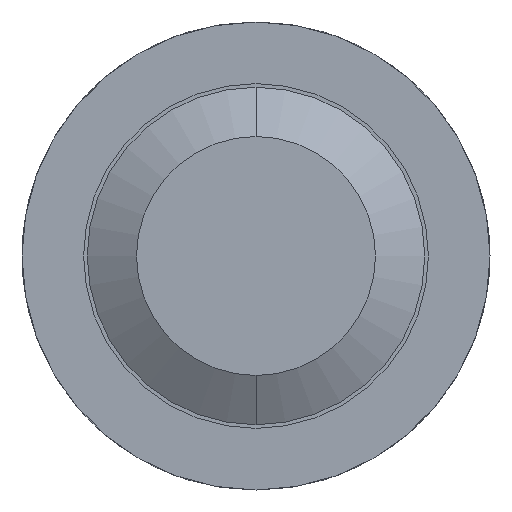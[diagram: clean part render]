
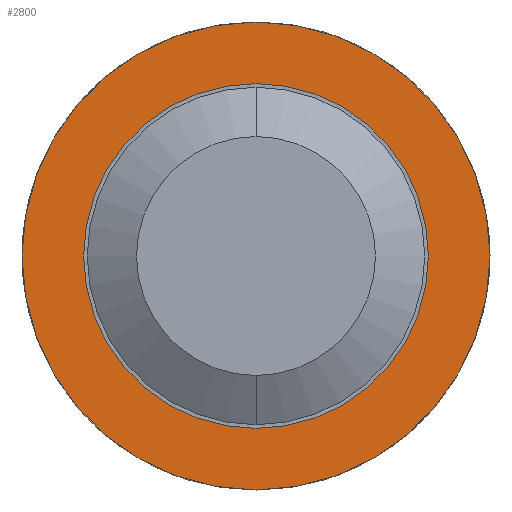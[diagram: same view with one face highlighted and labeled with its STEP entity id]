
A CAD part, front view. The second image highlights one B-rep face of the part: STEP entity #2800.
In plain terms, the highlighted planar face has unit normal (0, -1, 0).
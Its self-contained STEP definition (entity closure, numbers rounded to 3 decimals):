
#59 = EDGE_CURVE ( 'Defeature ausgef�hrt2_17+Defeature ausgef�hrt2_11+Defeature ausgef�hrt2_11+Defeature ausgef�hrt2_11', #1897, #1722, #2783, .T. ) ;
#66 = FACE_OUTER_BOUND ( 'NONE', #2404, .T. ) ;
#185 = CARTESIAN_POINT ( 'NONE',  ( 0., -2.5, -0.685 ) ) ;
#186 = DIRECTION ( 'NONE',  ( 0., 1., 0. ) ) ;
#198 = DIRECTION ( 'NONE',  ( 0., 0., 1. ) ) ;
#199 = DIRECTION ( 'NONE',  ( 0., 0., 1. ) ) ;
#294 = CIRCLE ( 'NONE', #1531, 0.95 ) ;
#304 = DIRECTION ( 'NONE',  ( 0., 0., 1. ) ) ;
#334 = VERTEX_POINT ( 'NONE', #570 ) ;
#472 = DIRECTION ( 'NONE',  ( 0., 0., 1. ) ) ;
#482 = CARTESIAN_POINT ( 'NONE',  ( 0., -2.5, 0.685 ) ) ;
#512 = CARTESIAN_POINT ( 'NONE',  ( 0.95, -2.5, 0. ) ) ;
#523 = VERTEX_POINT ( 'NONE', #885 ) ;
#570 = CARTESIAN_POINT ( 'NONE',  ( 0., -2.5, 0.95 ) ) ;
#684 = DIRECTION ( 'NONE',  ( 0., 0., 1. ) ) ;
#885 = CARTESIAN_POINT ( 'NONE',  ( 0., -2.5, -0.95 ) ) ;
#1084 = CIRCLE ( 'NONE', #1191, 0.685 ) ;
#1185 = CARTESIAN_POINT ( 'NONE',  ( 0., -2.5, 0. ) ) ;
#1191 = AXIS2_PLACEMENT_3D ( 'NONE', #1264, #2427, #684 ) ;
#1264 = CARTESIAN_POINT ( 'NONE',  ( 0., -2.5, 0. ) ) ;
#1269 = ORIENTED_EDGE ( 'NONE', *, *, #2132, .F. ) ;
#1290 = AXIS2_PLACEMENT_3D ( 'NONE', #512, #186, #472 ) ;
#1296 = FACE_BOUND ( 'NONE', #1862, .T. ) ;
#1531 = AXIS2_PLACEMENT_3D ( 'NONE', #3682, #1941, #199 ) ;
#1722 = VERTEX_POINT ( 'NONE', #482 ) ;
#1741 = EDGE_CURVE ( 'Defeature ausgef�hrt2_17+Defeature ausgef�hrt2_11+Defeature ausgef�hrt2_11+Defeature ausgef�hrt2_11', #1722, #1897, #1084, .T. ) ;
#1862 = EDGE_LOOP ( 'NONE', ( #3713, #2354 ) ) ;
#1897 = VERTEX_POINT ( 'NONE', #185 ) ;
#1928 = DIRECTION ( 'NONE',  ( 0., 1., 0. ) ) ;
#1941 = DIRECTION ( 'NONE',  ( 0., 1., 0. ) ) ;
#2132 = EDGE_CURVE ( 'Defeature ausgef�hrt2_16+Defeature ausgef�hrt2_17+Defeature ausgef�hrt2_17+Defeature ausgef�hrt2_17', #334, #523, #3211, .T. ) ;
#2354 = ORIENTED_EDGE ( 'NONE', *, *, #59, .T. ) ;
#2404 = EDGE_LOOP ( 'NONE', ( #1269, #3217 ) ) ;
#2427 = DIRECTION ( 'NONE',  ( 0., 1., 0. ) ) ;
#2524 = AXIS2_PLACEMENT_3D ( 'NONE', #3666, #1928, #198 ) ;
#2648 = AXIS2_PLACEMENT_3D ( 'NONE', #1185, #3537, #304 ) ;
#2783 = CIRCLE ( 'NONE', #2524, 0.685 ) ;
#2800 = ADVANCED_FACE ( 'Defeature ausgef�hrt2_17', ( #66, #1296 ), #3081, .F. ) ;
#3081 = PLANE ( 'NONE',  #1290 ) ;
#3211 = CIRCLE ( 'NONE', #2648, 0.95 ) ;
#3217 = ORIENTED_EDGE ( 'NONE', *, *, #3674, .F. ) ;
#3537 = DIRECTION ( 'NONE',  ( 0., 1., 0. ) ) ;
#3666 = CARTESIAN_POINT ( 'NONE',  ( 0., -2.5, 0. ) ) ;
#3674 = EDGE_CURVE ( 'Defeature ausgef�hrt2_16+Defeature ausgef�hrt2_17+Defeature ausgef�hrt2_17+Defeature ausgef�hrt2_17', #523, #334, #294, .T. ) ;
#3682 = CARTESIAN_POINT ( 'NONE',  ( 0., -2.5, 0. ) ) ;
#3713 = ORIENTED_EDGE ( 'NONE', *, *, #1741, .T. ) ;
